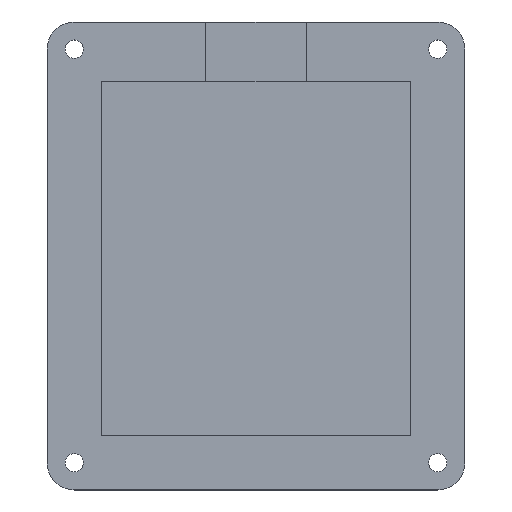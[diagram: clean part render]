
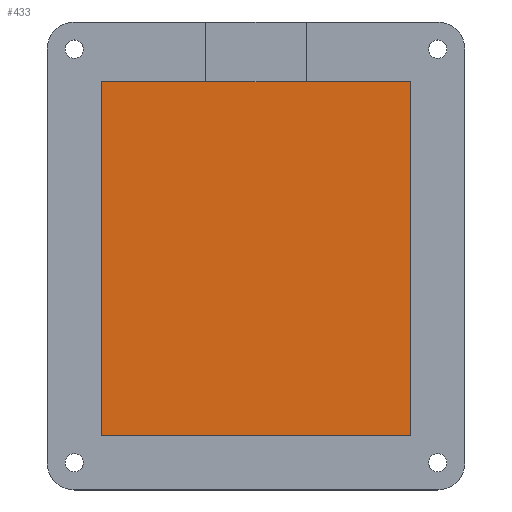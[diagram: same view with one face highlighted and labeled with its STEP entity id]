
A CAD part, top view. The second image highlights one B-rep face of the part: STEP entity #433.
In plain terms, the highlighted planar face has unit normal (0, 0, 1).
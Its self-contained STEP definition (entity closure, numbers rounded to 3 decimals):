
#59=FACE_OUTER_BOUND('',#89,.T.);
#89=EDGE_LOOP('',(#367,#368,#369,#370));
#120=LINE('',#678,#164);
#134=LINE('',#722,#178);
#135=LINE('',#723,#179);
#136=LINE('',#724,#180);
#164=VECTOR('',#544,10.);
#178=VECTOR('',#590,10.);
#179=VECTOR('',#591,10.);
#180=VECTOR('',#592,10.);
#211=VERTEX_POINT('',#675);
#212=VERTEX_POINT('',#677);
#225=VERTEX_POINT('',#720);
#226=VERTEX_POINT('',#721);
#256=EDGE_CURVE('',#211,#212,#120,.T.);
#278=EDGE_CURVE('',#225,#226,#134,.T.);
#279=EDGE_CURVE('',#212,#225,#135,.T.);
#280=EDGE_CURVE('',#226,#211,#136,.T.);
#367=ORIENTED_EDGE('',*,*,#278,.F.);
#368=ORIENTED_EDGE('',*,*,#279,.F.);
#369=ORIENTED_EDGE('',*,*,#256,.F.);
#370=ORIENTED_EDGE('',*,*,#280,.F.);
#415=PLANE('',#485);
#433=ADVANCED_FACE('',(#59),#415,.T.);
#485=AXIS2_PLACEMENT_3D('',#719,#588,#589);
#544=DIRECTION('',(1.,0.,0.));
#588=DIRECTION('center_axis',(0.,0.,1.));
#589=DIRECTION('ref_axis',(1.,0.,0.));
#590=DIRECTION('',(-1.,0.,0.));
#591=DIRECTION('',(0.,-1.,0.));
#592=DIRECTION('',(0.,1.,0.));
#675=CARTESIAN_POINT('',(-16.173,0.75,3.));
#677=CARTESIAN_POINT('',(40.767,0.75,3.));
#678=CARTESIAN_POINT('',(-1.938,0.75,3.));
#719=CARTESIAN_POINT('Origin',(12.297,-31.84,3.));
#720=CARTESIAN_POINT('',(40.767,-64.43,3.));
#721=CARTESIAN_POINT('',(-16.173,-64.43,3.));
#722=CARTESIAN_POINT('',(26.532,-64.43,3.));
#723=CARTESIAN_POINT('',(40.767,-15.545,3.));
#724=CARTESIAN_POINT('',(-16.173,-48.135,3.));
